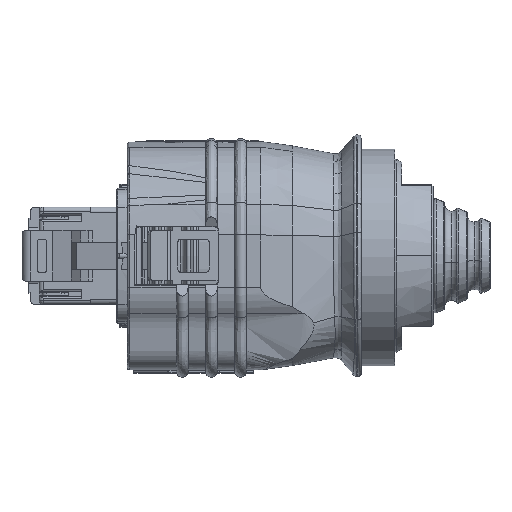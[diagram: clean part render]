
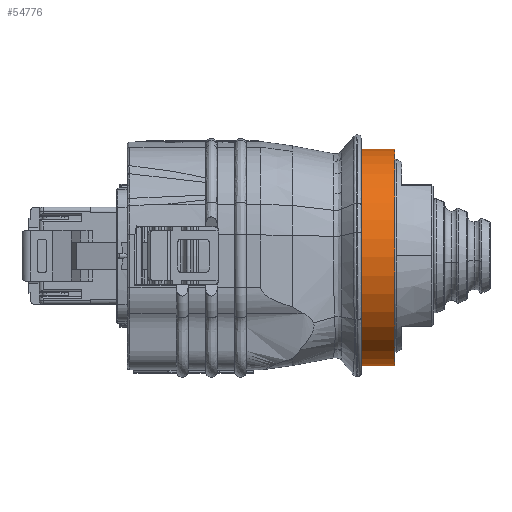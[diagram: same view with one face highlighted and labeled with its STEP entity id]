
A CAD part, front view. The second image highlights one B-rep face of the part: STEP entity #54776.
In plain terms, the highlighted cylindrical face has radius 13 mm (diameter 26 mm), a partial arc.
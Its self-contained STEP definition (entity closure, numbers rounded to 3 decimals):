
#5304 = ORIENTED_EDGE ( 'NONE', *, *, #60070, .F. ) ;
#7312 = VERTEX_POINT ( 'NONE', #32129 ) ;
#9617 = CARTESIAN_POINT ( 'NONE',  ( 18.35, -0.15, 12.8 ) ) ;
#11459 = DIRECTION ( 'NONE',  ( 0., 0., 1. ) ) ;
#13024 = ORIENTED_EDGE ( 'NONE', *, *, #24697, .T. ) ;
#13232 = CIRCLE ( 'NONE', #34566, 13. ) ;
#15073 = FACE_OUTER_BOUND ( 'NONE', #17332, .T. ) ;
#15658 = VECTOR ( 'NONE', #82472, 1000. ) ;
#17332 = EDGE_LOOP ( 'NONE', ( #90634, #5304, #39817, #13024 ) ) ;
#19908 = CARTESIAN_POINT ( 'NONE',  ( 18.35, -0.15, -0.2 ) ) ;
#24697 = EDGE_CURVE ( 'NONE', #7312, #81009, #13232, .T. ) ;
#27273 = AXIS2_PLACEMENT_3D ( 'NONE', #40445, #71998, #11459 ) ;
#29816 = DIRECTION ( 'NONE',  ( 0., 0., 1. ) ) ;
#32129 = CARTESIAN_POINT ( 'NONE',  ( 18.35, -0.15, -13.2 ) ) ;
#34566 = AXIS2_PLACEMENT_3D ( 'NONE', #19908, #96401, #29816 ) ;
#35408 = LINE ( 'NONE', #93568, #74639 ) ;
#39817 = ORIENTED_EDGE ( 'NONE', *, *, #86812, .T. ) ;
#40445 = CARTESIAN_POINT ( 'NONE',  ( 14.35, -0.15, -0.2 ) ) ;
#40655 = EDGE_CURVE ( 'NONE', #87071, #81009, #85915, .T. ) ;
#54776 = ADVANCED_FACE ( 'NONE', ( #15073 ), #77010, .T. ) ;
#60070 = EDGE_CURVE ( 'NONE', #89165, #87071, #89619, .T. ) ;
#61684 = CARTESIAN_POINT ( 'NONE',  ( 14.35, -0.15, -13.2 ) ) ;
#62037 = AXIS2_PLACEMENT_3D ( 'NONE', #84593, #93273, #77299 ) ;
#63216 = DIRECTION ( 'NONE',  ( 1., 0., 0. ) ) ;
#71998 = DIRECTION ( 'NONE',  ( -1., 0., 0. ) ) ;
#74639 = VECTOR ( 'NONE', #63216, 1000. ) ;
#77010 = CYLINDRICAL_SURFACE ( 'NONE', #62037, 13. ) ;
#77299 = DIRECTION ( 'NONE',  ( 0., 0., -1. ) ) ;
#81009 = VERTEX_POINT ( 'NONE', #9617 ) ;
#81493 = CARTESIAN_POINT ( 'NONE',  ( 14.35, -0.15, 12.8 ) ) ;
#82472 = DIRECTION ( 'NONE',  ( 1., 0., 0. ) ) ;
#84593 = CARTESIAN_POINT ( 'NONE',  ( 14.35, -0.15, -0.2 ) ) ;
#85915 = LINE ( 'NONE', #81493, #15658 ) ;
#86812 = EDGE_CURVE ( 'NONE', #89165, #7312, #35408, .T. ) ;
#87071 = VERTEX_POINT ( 'NONE', #94761 ) ;
#89165 = VERTEX_POINT ( 'NONE', #61684 ) ;
#89619 = CIRCLE ( 'NONE', #27273, 13. ) ;
#90634 = ORIENTED_EDGE ( 'NONE', *, *, #40655, .F. ) ;
#93273 = DIRECTION ( 'NONE',  ( 1., 0., 0. ) ) ;
#93568 = CARTESIAN_POINT ( 'NONE',  ( 14.35, -0.15, -13.2 ) ) ;
#94761 = CARTESIAN_POINT ( 'NONE',  ( 14.35, -0.15, 12.8 ) ) ;
#96401 = DIRECTION ( 'NONE',  ( -1., 0., 0. ) ) ;
